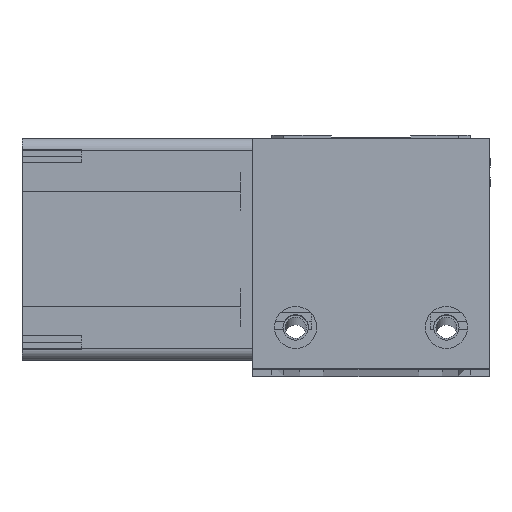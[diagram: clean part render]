
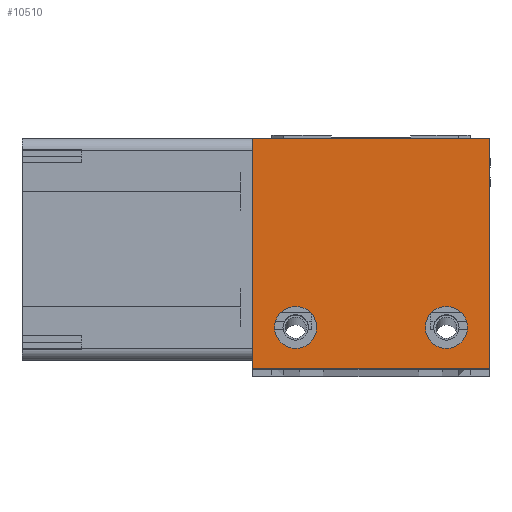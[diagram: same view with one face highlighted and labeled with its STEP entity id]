
A CAD part, top view. The second image highlights one B-rep face of the part: STEP entity #10510.
In plain terms, the highlighted planar face has unit normal (0, 0, 1).
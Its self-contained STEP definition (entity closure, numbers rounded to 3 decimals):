
#8214 = VERTEX_POINT('',#8215);
#8215 = CARTESIAN_POINT('',(-143.698,83.525,53.));
#8233 = VERTEX_POINT('',#8234);
#8234 = CARTESIAN_POINT('',(-133.098,83.525,53.));
#8240 = EDGE_CURVE('',#8214,#8233,#8241,.T.);
#8241 = CIRCLE('',#8242,5.3);
#8242 = AXIS2_PLACEMENT_3D('',#8243,#8244,#8245);
#8243 = CARTESIAN_POINT('',(-138.398,83.525,53.));
#8244 = DIRECTION('',(0.,0.,1.));
#8245 = DIRECTION('',(-1.,0.,0.));
#8256 = VERTEX_POINT('',#8257);
#8257 = CARTESIAN_POINT('',(-181.698,83.525,53.));
#8275 = VERTEX_POINT('',#8276);
#8276 = CARTESIAN_POINT('',(-171.098,83.525,53.));
#8282 = EDGE_CURVE('',#8256,#8275,#8283,.T.);
#8283 = CIRCLE('',#8284,5.3);
#8284 = AXIS2_PLACEMENT_3D('',#8285,#8286,#8287);
#8285 = CARTESIAN_POINT('',(-176.398,83.525,53.));
#8286 = DIRECTION('',(0.,0.,1.));
#8287 = DIRECTION('',(-1.,0.,0.));
#9873 = VERTEX_POINT('',#9874);
#9874 = CARTESIAN_POINT('',(-127.398,73.125,53.));
#9880 = EDGE_CURVE('',#9881,#9873,#9883,.T.);
#9881 = VERTEX_POINT('',#9882);
#9882 = CARTESIAN_POINT('',(-187.398,73.125,53.));
#9883 = LINE('',#9884,#9885);
#9884 = CARTESIAN_POINT('',(-190.398,73.125,53.));
#9885 = VECTOR('',#9886,1.);
#9886 = DIRECTION('',(1.,0.,-0.));
#10492 = VERTEX_POINT('',#10493);
#10493 = CARTESIAN_POINT('',(-127.398,131.125,53.));
#10499 = EDGE_CURVE('',#9873,#10492,#10500,.T.);
#10500 = LINE('',#10501,#10502);
#10501 = CARTESIAN_POINT('',(-127.398,70.225,53.));
#10502 = VECTOR('',#10503,1.);
#10503 = DIRECTION('',(0.,1.,0.));
#10510 = ADVANCED_FACE('',(#10511,#10521,#10531),#10549,.F.);
#10511 = FACE_BOUND('',#10512,.T.);
#10512 = EDGE_LOOP('',(#10513,#10514));
#10513 = ORIENTED_EDGE('',*,*,#8282,.F.);
#10514 = ORIENTED_EDGE('',*,*,#10515,.F.);
#10515 = EDGE_CURVE('',#8275,#8256,#10516,.T.);
#10516 = CIRCLE('',#10517,5.3);
#10517 = AXIS2_PLACEMENT_3D('',#10518,#10519,#10520);
#10518 = CARTESIAN_POINT('',(-176.398,83.525,53.));
#10519 = DIRECTION('',(0.,0.,1.));
#10520 = DIRECTION('',(-1.,0.,0.));
#10521 = FACE_BOUND('',#10522,.T.);
#10522 = EDGE_LOOP('',(#10523,#10524));
#10523 = ORIENTED_EDGE('',*,*,#8240,.F.);
#10524 = ORIENTED_EDGE('',*,*,#10525,.F.);
#10525 = EDGE_CURVE('',#8233,#8214,#10526,.T.);
#10526 = CIRCLE('',#10527,5.3);
#10527 = AXIS2_PLACEMENT_3D('',#10528,#10529,#10530);
#10528 = CARTESIAN_POINT('',(-138.398,83.525,53.));
#10529 = DIRECTION('',(0.,0.,1.));
#10530 = DIRECTION('',(-1.,0.,0.));
#10531 = FACE_BOUND('',#10532,.T.);
#10532 = EDGE_LOOP('',(#10533,#10541,#10547,#10548));
#10533 = ORIENTED_EDGE('',*,*,#10534,.F.);
#10534 = EDGE_CURVE('',#10535,#10492,#10537,.T.);
#10535 = VERTEX_POINT('',#10536);
#10536 = CARTESIAN_POINT('',(-187.398,131.125,53.));
#10537 = LINE('',#10538,#10539);
#10538 = CARTESIAN_POINT('',(-190.398,131.125,53.));
#10539 = VECTOR('',#10540,1.);
#10540 = DIRECTION('',(1.,-0.,0.));
#10541 = ORIENTED_EDGE('',*,*,#10542,.F.);
#10542 = EDGE_CURVE('',#9881,#10535,#10543,.T.);
#10543 = LINE('',#10544,#10545);
#10544 = CARTESIAN_POINT('',(-187.398,134.025,53.));
#10545 = VECTOR('',#10546,1.);
#10546 = DIRECTION('',(0.,1.,0.));
#10547 = ORIENTED_EDGE('',*,*,#9880,.T.);
#10548 = ORIENTED_EDGE('',*,*,#10499,.T.);
#10549 = PLANE('',#10550);
#10550 = AXIS2_PLACEMENT_3D('',#10551,#10552,#10553);
#10551 = CARTESIAN_POINT('',(-190.398,134.025,53.));
#10552 = DIRECTION('',(0.,0.,-1.));
#10553 = DIRECTION('',(-1.,0.,0.));
